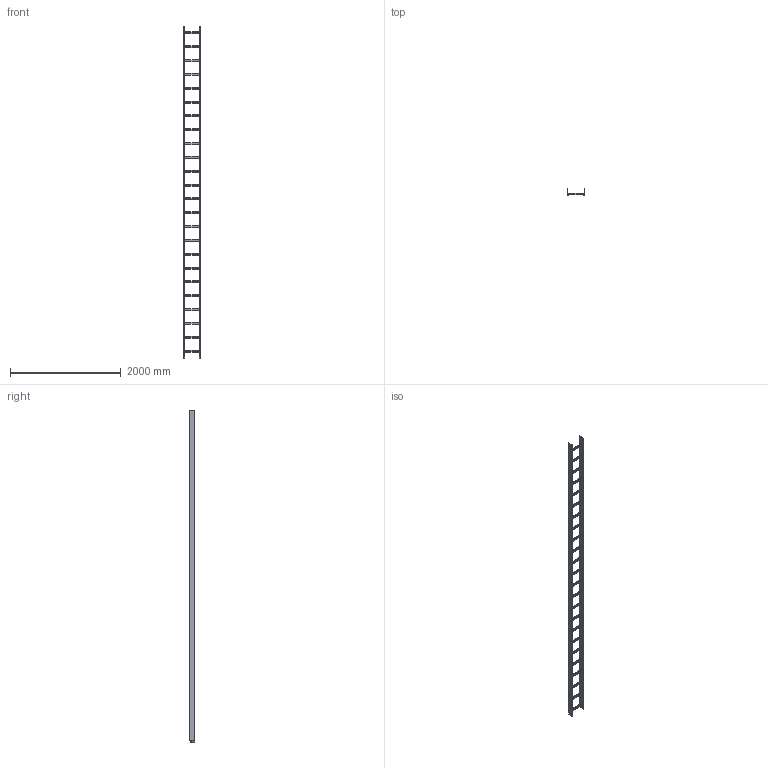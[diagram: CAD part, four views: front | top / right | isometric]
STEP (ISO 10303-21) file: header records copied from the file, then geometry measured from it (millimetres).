
FILE_DESCRIPTION (( 'STEP AP203' ), '1' );
FILE_NAME ('Ëåñòíè÷íûé ëîòîê_LA1030.STEP', '2012-12-17T13:41:08', ( 'Àñååâ' ), ( '' ), 'SwSTEP 2.0', 'SolidWorks 2012', '' );
FILE_SCHEMA (( 'CONFIG_CONTROL_DESIGN' ));
Length unit declared in the file: millimetre
Products named in the file (1): 隋耱龛黜 腩蝾阓LA1030
Bounding box: 303.6 x 101.5 x 6000 mm (x, y, z)
Volume: 2804339.5 mm3; surface area: 4034073.2 mm2
Topology: 1 solids, 1 shells, 598 faces, 1808 edges, 1070 vertices
Faces by surface type: plane 578, cylinder 16, cone 4
Entity records: 19713 total; most frequent: ORIENTED_EDGE 3616, CARTESIAN_POINT 3477, DIRECTION 3038, EDGE_CURVE 1808, LINE 1776, VECTOR 1776, VERTEX_POINT 1070, AXIS2_PLACEMENT_3D 631
